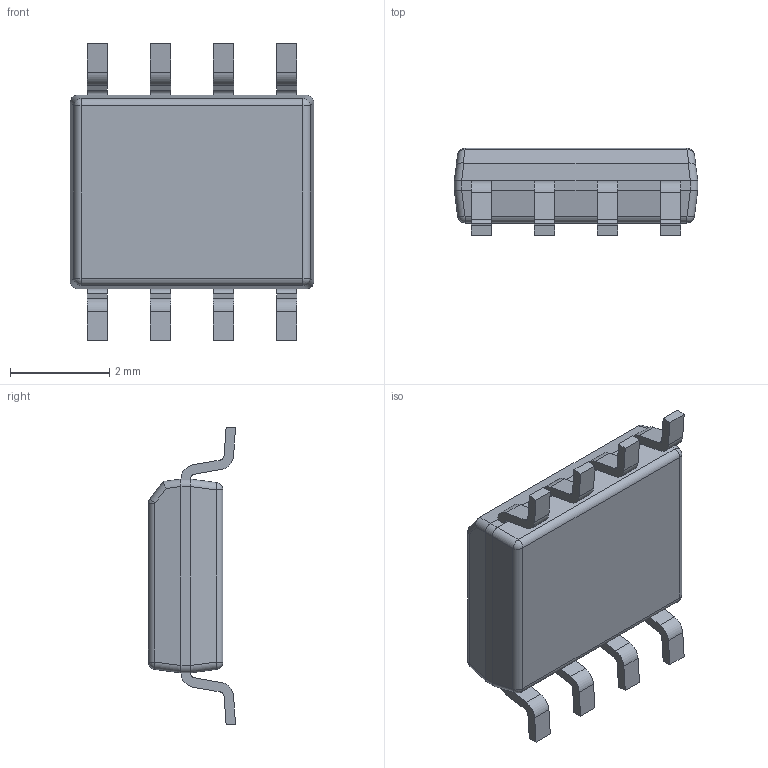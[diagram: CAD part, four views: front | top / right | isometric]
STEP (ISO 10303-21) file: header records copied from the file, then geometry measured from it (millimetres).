
FILE_DESCRIPTION (( 'STEP AP214' ), '1' );
FILE_NAME ('THVD1429DT.STEP', '2019-04-25T20:46:55', ( '' ), ( '' ), 'SwSTEP 2.0', 'SolidWorks 2017', '' );
FILE_SCHEMA (( 'AUTOMOTIVE_DESIGN' ));
Length unit declared in the file: inch
Products named in the file (1): THVD1429DT
Bounding box: 4.9 x 1.75 x 5.99 mm (x, y, z)
Volume: 28.3 mm3; surface area: 75.9 mm2
Topology: 9 solids, 9 shells, 157 faces, 401 edges, 254 vertices
Faces by surface type: plane 95, cylinder 54, sphere 8
Entity records: 6045 total; most frequent: CARTESIAN_POINT 889, ORIENTED_EDGE 786, DIRECTION 769, EDGE_CURVE 393, VECTOR 277, LINE 277, VERTEX_POINT 254, AXIS2_PLACEMENT_3D 246
